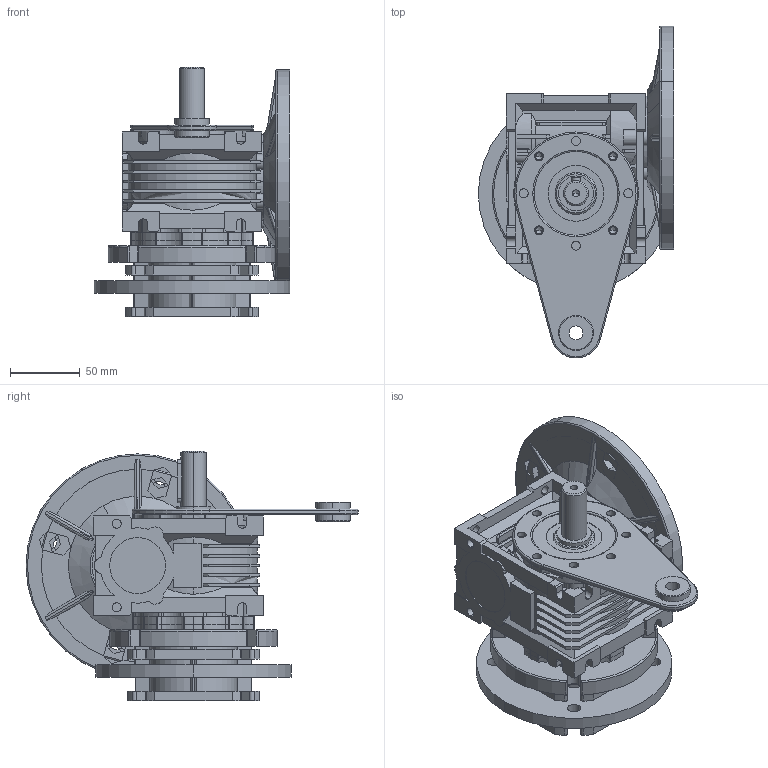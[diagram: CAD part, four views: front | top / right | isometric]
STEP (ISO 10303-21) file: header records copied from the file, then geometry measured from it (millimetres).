
FILE_DESCRIPTION (( 'STEP AP214' ), '1' );
FILE_NAME ('MK-40 N.STEP', '2009-04-29T08:17:01', ( 'Enginy' ), ( 'Usuario' ), 'SwSTEP 2.0', 'SolidWorks 2009', '' );
FILE_SCHEMA (( 'AUTOMOTIVE_DESIGN' ));
Length unit declared in the file: millimetre
Products named in the file (13): Eje doble MK-40; Eje simple MK-40; Campana MK-40BB; Campana MK-40B; Campana MK-40BC; Campana MK-40BD; Brazo de reaccion MK-40; Cuerpo MK-40; MK-40 N; Brida motor 71 B14 (MK-40); Brida motor 71 B5 (MK-40); Brida motor 63 B14 (MK-40); Brida motor 63 B5 (MK-40)
Assembly tree (12 placements, depth 2):
  MK-40 N
    Eje simple MK-40
    Brida motor 63 B14 (MK-40)
    Campana MK-40B
    Brida motor 71 B14 (MK-40)
    Eje doble MK-40
    Brazo de reaccion MK-40
    Cuerpo MK-40
    Brida motor 71 B5 (MK-40)
    Campana MK-40BC
    Campana MK-40BB
    Campana MK-40BD
    Brida motor 63 B5 (MK-40)
Bounding box: 140 x 237.93 x 179 mm (x, y, z)
Volume: 1516318.9 mm3; surface area: 471546.2 mm2
Topology: 17 solids, 17 shells, 1721 faces, 4733 edges, 3088 vertices
Faces by surface type: cylinder 876, plane 681, cone 108, torus 55, bspline 1
Entity records: 64005 total; most frequent: CARTESIAN_POINT 12371, DIRECTION 9678, ORIENTED_EDGE 9394, EDGE_CURVE 4697, AXIS2_PLACEMENT_3D 3634, VERTEX_POINT 3088, VECTOR 2410, LINE 2410
